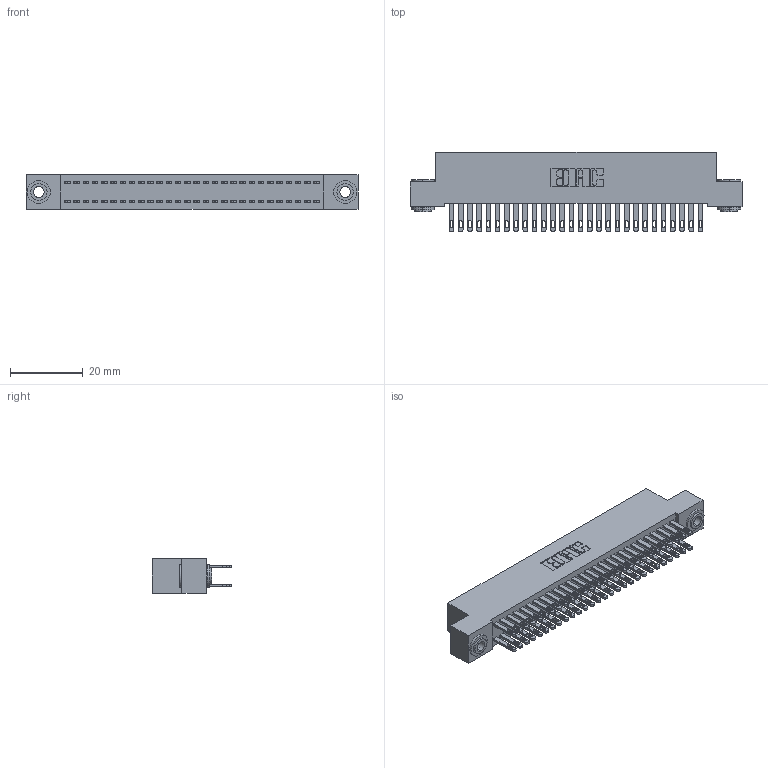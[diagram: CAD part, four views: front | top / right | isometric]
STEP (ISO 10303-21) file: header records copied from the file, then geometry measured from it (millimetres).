
FILE_DESCRIPTION (( 'STEP AP203' ), '1' );
FILE_NAME ('342-056-500-203.STEP', '2019-10-03T04:30:27', ( '' ), ( '' ), 'SwSTEP 2.0', 'SolidWorks 2016', '' );
FILE_SCHEMA (( 'CONFIG_CONTROL_DESIGN' ));
Length unit declared in the file: inch
Products named in the file (4): 345-292-001_345-293-100; 342-250-002_345-250-002-102; 342-056-500-203; 342 Part_.156 TH
Assembly tree (59 placements, depth 2):
  342-056-500-203
    342 Part_.156 TH
    345-292-001_345-293-100  x56
    342-250-002_345-250-002-102  x2
Bounding box: 91.44 x 21.85 x 9.4 mm (x, y, z)
Volume: 8343.6 mm3; surface area: 13986.5 mm2
Topology: 59 solids, 59 shells, 2836 faces, 8607 edges, 5734 vertices
Faces by surface type: plane 1756, cylinder 1072, cone 8
Entity records: 20272 total; most frequent: CARTESIAN_POINT 3349, ORIENTED_EDGE 3278, DIRECTION 2921, EDGE_CURVE 1639, LINE 1483, VECTOR 1483, VERTEX_POINT 1090, AXIS2_PLACEMENT_3D 719
